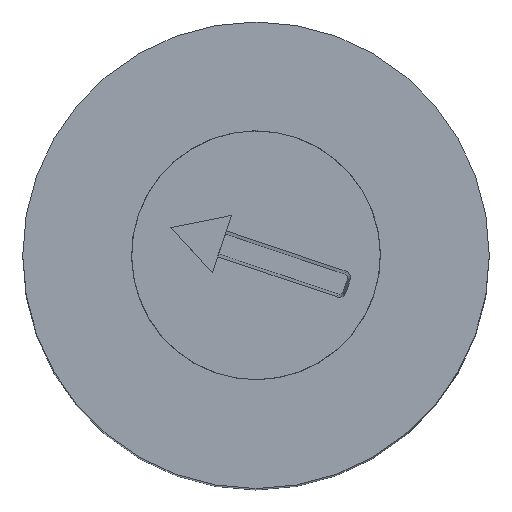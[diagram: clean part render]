
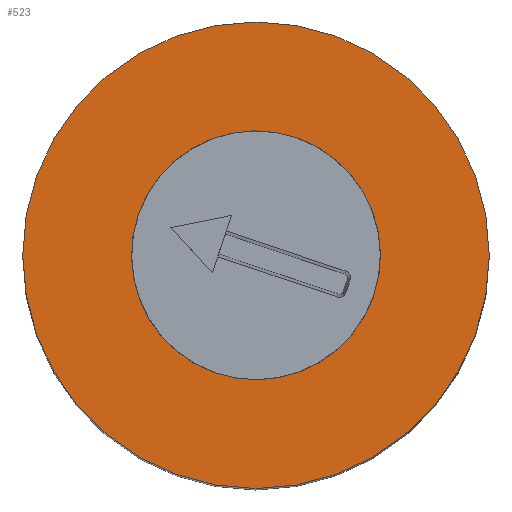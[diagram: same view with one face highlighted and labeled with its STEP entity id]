
A CAD part, top view. The second image highlights one B-rep face of the part: STEP entity #523.
In plain terms, the highlighted planar face has unit normal (0, 0, 1).
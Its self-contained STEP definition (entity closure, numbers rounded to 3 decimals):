
#30=FACE_BOUND('',#104,.T.);
#35=PLANE('',#631);
#68=FACE_OUTER_BOUND('',#103,.T.);
#103=EDGE_LOOP('',(#412));
#104=EDGE_LOOP('',(#413));
#220=CIRCLE('',#620,3.2);
#226=CIRCLE('',#630,6.);
#251=VERTEX_POINT('',#884);
#257=VERTEX_POINT('',#904);
#302=EDGE_CURVE('',#251,#251,#220,.T.);
#312=EDGE_CURVE('',#257,#257,#226,.T.);
#412=ORIENTED_EDGE('',*,*,#312,.F.);
#413=ORIENTED_EDGE('',*,*,#302,.T.);
#523=ADVANCED_FACE('',(#68,#30),#35,.F.);
#620=AXIS2_PLACEMENT_3D('',#885,#715,#716);
#630=AXIS2_PLACEMENT_3D('',#905,#739,#740);
#631=AXIS2_PLACEMENT_3D('',#907,#742,#743);
#715=DIRECTION('center_axis',(0.,0.,-1.));
#716=DIRECTION('ref_axis',(1.,0.,0.));
#739=DIRECTION('center_axis',(0.,0.,-1.));
#740=DIRECTION('ref_axis',(-1.,0.,0.));
#742=DIRECTION('center_axis',(0.,0.,-1.));
#743=DIRECTION('ref_axis',(-1.,0.,0.));
#884=CARTESIAN_POINT('',(-3.2,0.,24.5));
#885=CARTESIAN_POINT('Origin',(0.,0.,24.5));
#904=CARTESIAN_POINT('',(6.,0.,24.5));
#905=CARTESIAN_POINT('Origin',(0.,0.,24.5));
#907=CARTESIAN_POINT('Origin',(0.,0.,24.5));
